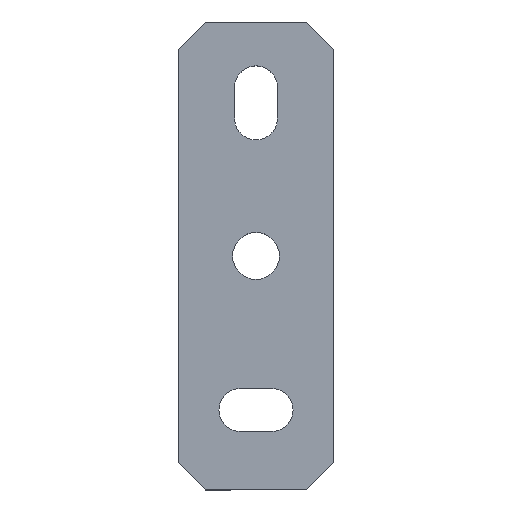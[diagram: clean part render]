
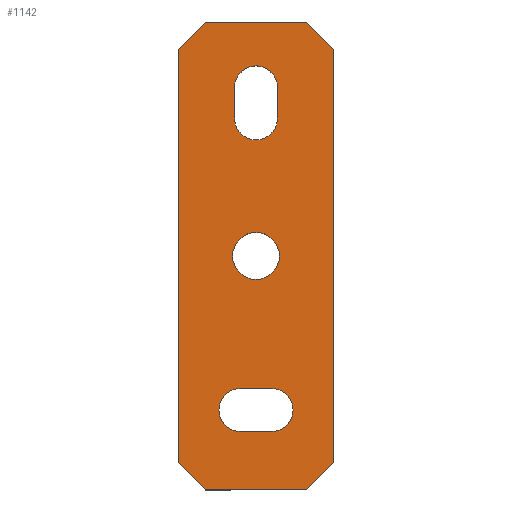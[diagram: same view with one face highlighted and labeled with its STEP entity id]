
A CAD part, top view. The second image highlights one B-rep face of the part: STEP entity #1142.
In plain terms, the highlighted planar face has unit normal (0, 0, 1).
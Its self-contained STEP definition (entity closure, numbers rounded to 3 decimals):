
#50=FACE_BOUND('',#180,.T.);
#51=FACE_BOUND('',#181,.T.);
#52=FACE_BOUND('',#182,.T.);
#80=PLANE('',#1261);
#119=FACE_OUTER_BOUND('',#179,.T.);
#179=EDGE_LOOP('',(#868,#869,#870,#871,#872,#873,#874,#875));
#180=EDGE_LOOP('',(#876,#877,#878,#879));
#181=EDGE_LOOP('',(#880,#881,#882,#883));
#182=EDGE_LOOP('',(#884));
#237=LINE('',#1714,#350);
#241=LINE('',#1725,#354);
#245=LINE('',#1738,#358);
#249=LINE('',#1749,#362);
#252=LINE('',#1760,#365);
#256=LINE('',#1768,#369);
#259=LINE('',#1774,#372);
#262=LINE('',#1780,#375);
#265=LINE('',#1786,#378);
#268=LINE('',#1792,#381);
#271=LINE('',#1798,#384);
#274=LINE('',#1803,#387);
#350=VECTOR('',#1364,10.);
#354=VECTOR('',#1376,10.);
#358=VECTOR('',#1388,10.);
#362=VECTOR('',#1400,10.);
#365=VECTOR('',#1411,10.);
#369=VECTOR('',#1417,10.);
#372=VECTOR('',#1422,10.);
#375=VECTOR('',#1427,10.);
#378=VECTOR('',#1432,10.);
#381=VECTOR('',#1437,10.);
#384=VECTOR('',#1442,10.);
#387=VECTOR('',#1447,10.);
#461=CIRCLE('',#1234,5.502);
#463=CIRCLE('',#1238,5.502);
#465=CIRCLE('',#1242,5.5);
#467=CIRCLE('',#1246,5.5);
#470=CIRCLE('',#1251,6.);
#518=VERTEX_POINT('',#1704);
#519=VERTEX_POINT('',#1705);
#522=VERTEX_POINT('',#1713);
#524=VERTEX_POINT('',#1719);
#526=VERTEX_POINT('',#1728);
#527=VERTEX_POINT('',#1729);
#530=VERTEX_POINT('',#1737);
#532=VERTEX_POINT('',#1743);
#535=VERTEX_POINT('',#1754);
#536=VERTEX_POINT('',#1758);
#537=VERTEX_POINT('',#1759);
#540=VERTEX_POINT('',#1767);
#542=VERTEX_POINT('',#1773);
#544=VERTEX_POINT('',#1779);
#546=VERTEX_POINT('',#1785);
#548=VERTEX_POINT('',#1791);
#550=VERTEX_POINT('',#1797);
#624=EDGE_CURVE('',#518,#519,#461,.T.);
#628=EDGE_CURVE('',#519,#522,#237,.T.);
#631=EDGE_CURVE('',#522,#524,#463,.T.);
#634=EDGE_CURVE('',#524,#518,#241,.T.);
#636=EDGE_CURVE('',#526,#527,#465,.T.);
#640=EDGE_CURVE('',#527,#530,#245,.T.);
#643=EDGE_CURVE('',#530,#532,#467,.T.);
#646=EDGE_CURVE('',#532,#526,#249,.T.);
#650=EDGE_CURVE('',#535,#535,#470,.T.);
#651=EDGE_CURVE('',#536,#537,#252,.T.);
#655=EDGE_CURVE('',#537,#540,#256,.T.);
#658=EDGE_CURVE('',#540,#542,#259,.T.);
#661=EDGE_CURVE('',#542,#544,#262,.T.);
#664=EDGE_CURVE('',#544,#546,#265,.T.);
#667=EDGE_CURVE('',#546,#548,#268,.T.);
#670=EDGE_CURVE('',#548,#550,#271,.T.);
#673=EDGE_CURVE('',#550,#536,#274,.T.);
#868=ORIENTED_EDGE('',*,*,#651,.F.);
#869=ORIENTED_EDGE('',*,*,#673,.F.);
#870=ORIENTED_EDGE('',*,*,#670,.F.);
#871=ORIENTED_EDGE('',*,*,#667,.F.);
#872=ORIENTED_EDGE('',*,*,#664,.F.);
#873=ORIENTED_EDGE('',*,*,#661,.F.);
#874=ORIENTED_EDGE('',*,*,#658,.F.);
#875=ORIENTED_EDGE('',*,*,#655,.F.);
#876=ORIENTED_EDGE('',*,*,#624,.T.);
#877=ORIENTED_EDGE('',*,*,#628,.T.);
#878=ORIENTED_EDGE('',*,*,#631,.T.);
#879=ORIENTED_EDGE('',*,*,#634,.T.);
#880=ORIENTED_EDGE('',*,*,#636,.T.);
#881=ORIENTED_EDGE('',*,*,#640,.T.);
#882=ORIENTED_EDGE('',*,*,#643,.T.);
#883=ORIENTED_EDGE('',*,*,#646,.T.);
#884=ORIENTED_EDGE('',*,*,#650,.T.);
#1142=ADVANCED_FACE('',(#119,#50,#51,#52),#80,.T.);
#1234=AXIS2_PLACEMENT_3D('',#1706,#1356,#1357);
#1238=AXIS2_PLACEMENT_3D('',#1720,#1369,#1370);
#1242=AXIS2_PLACEMENT_3D('',#1730,#1380,#1381);
#1246=AXIS2_PLACEMENT_3D('',#1744,#1393,#1394);
#1251=AXIS2_PLACEMENT_3D('',#1756,#1407,#1408);
#1261=AXIS2_PLACEMENT_3D('',#1806,#1451,#1452);
#1356=DIRECTION('center_axis',(0.,0.,-1.));
#1357=DIRECTION('ref_axis',(-1.,-0.029,0.));
#1364=DIRECTION('',(0.,-1.,0.));
#1369=DIRECTION('center_axis',(0.,0.,-1.));
#1370=DIRECTION('ref_axis',(1.,-0.029,0.));
#1376=DIRECTION('',(0.,1.,0.));
#1380=DIRECTION('center_axis',(0.,0.,-1.));
#1381=DIRECTION('ref_axis',(0.,1.,0.));
#1388=DIRECTION('',(-1.,0.,0.));
#1393=DIRECTION('center_axis',(0.,0.,-1.));
#1394=DIRECTION('ref_axis',(0.,-1.,0.));
#1400=DIRECTION('',(1.,0.,0.));
#1407=DIRECTION('center_axis',(0.,0.,-1.));
#1408=DIRECTION('ref_axis',(-1.,0.,0.));
#1411=DIRECTION('',(1.,0.,0.));
#1417=DIRECTION('',(0.707,-0.707,0.));
#1422=DIRECTION('',(0.,-1.,0.));
#1427=DIRECTION('',(-0.707,-0.707,0.));
#1432=DIRECTION('',(-1.,0.,0.));
#1437=DIRECTION('',(-0.707,0.707,0.));
#1442=DIRECTION('',(0.,1.,0.));
#1447=DIRECTION('',(0.707,0.707,0.));
#1451=DIRECTION('center_axis',(0.,0.,1.));
#1452=DIRECTION('ref_axis',(1.,0.,0.));
#1704=CARTESIAN_POINT('',(-17.209,61.242,4.));
#1705=CARTESIAN_POINT('',(-6.209,61.242,4.));
#1706=CARTESIAN_POINT('Origin',(-11.709,61.081,4.));
#1713=CARTESIAN_POINT('',(-6.209,53.242,4.));
#1714=CARTESIAN_POINT('',(-6.209,39.537,4.));
#1719=CARTESIAN_POINT('',(-17.209,53.242,4.));
#1720=CARTESIAN_POINT('Origin',(-11.709,53.081,4.));
#1725=CARTESIAN_POINT('',(-17.209,35.537,4.));
#1728=CARTESIAN_POINT('',(-7.709,-16.167,4.));
#1729=CARTESIAN_POINT('',(-7.709,-27.167,4.));
#1730=CARTESIAN_POINT('Origin',(-7.709,-21.667,4.));
#1737=CARTESIAN_POINT('',(-15.709,-27.167,4.));
#1738=CARTESIAN_POINT('',(-9.709,-27.167,4.));
#1743=CARTESIAN_POINT('',(-15.709,-16.167,4.));
#1744=CARTESIAN_POINT('Origin',(-15.709,-21.667,4.));
#1749=CARTESIAN_POINT('',(-13.709,-16.167,4.));
#1754=CARTESIAN_POINT('',(-5.709,17.833,4.));
#1756=CARTESIAN_POINT('Origin',(-11.709,17.833,4.));
#1758=CARTESIAN_POINT('',(-24.709,77.833,4.));
#1759=CARTESIAN_POINT('',(1.291,77.833,4.));
#1760=CARTESIAN_POINT('',(1.291,77.833,4.));
#1767=CARTESIAN_POINT('',(8.291,70.833,4.));
#1768=CARTESIAN_POINT('',(8.291,70.833,4.));
#1773=CARTESIAN_POINT('',(8.291,-35.167,4.));
#1774=CARTESIAN_POINT('',(8.291,-35.167,4.));
#1779=CARTESIAN_POINT('',(1.291,-42.167,4.));
#1780=CARTESIAN_POINT('',(1.291,-42.167,4.));
#1785=CARTESIAN_POINT('',(-24.709,-42.167,4.));
#1786=CARTESIAN_POINT('',(-24.709,-42.167,4.));
#1791=CARTESIAN_POINT('',(-31.709,-35.167,4.));
#1792=CARTESIAN_POINT('',(-31.709,-35.167,4.));
#1797=CARTESIAN_POINT('',(-31.709,70.833,4.));
#1798=CARTESIAN_POINT('',(-31.709,70.833,4.));
#1803=CARTESIAN_POINT('',(-24.709,77.833,4.));
#1806=CARTESIAN_POINT('Origin',(-11.709,17.833,4.));
